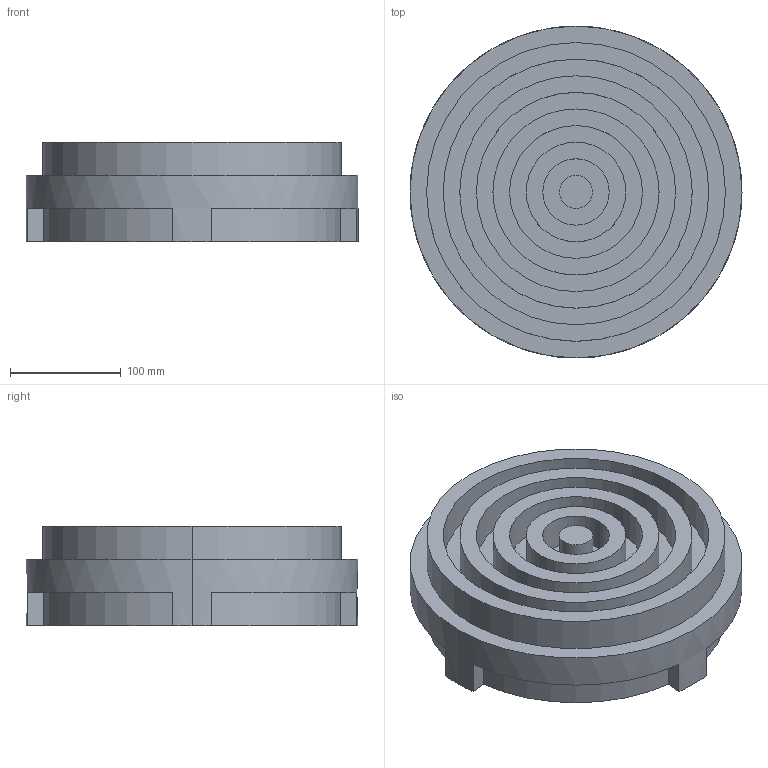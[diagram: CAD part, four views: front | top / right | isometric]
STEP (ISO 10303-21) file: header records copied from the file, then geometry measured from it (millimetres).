
FILE_DESCRIPTION (( 'STEP AP214' ), '1' );
FILE_NAME ('Rune.STEP', '2025-01-21T15:05:16', ( '' ), ( '' ), 'SwSTEP 2.0', 'SolidWorks 2024', '' );
FILE_SCHEMA (( 'AUTOMOTIVE_DESIGN' ));
Length unit declared in the file: millimetre
Products named in the file (1): Rune
Bounding box: 300 x 300 x 90 mm (x, y, z)
Volume: 4055718.2 mm3; surface area: 387371 mm2
Topology: 1 solids, 1 shells, 90 faces, 216 edges, 144 vertices
Faces by surface type: plane 50, cylinder 40
Entity records: 3661 total; most frequent: DIRECTION 486, CARTESIAN_POINT 451, ORIENTED_EDGE 432, EDGE_CURVE 216, AXIS2_PLACEMENT_3D 179, VERTEX_POINT 144, VECTOR 128, LINE 128
